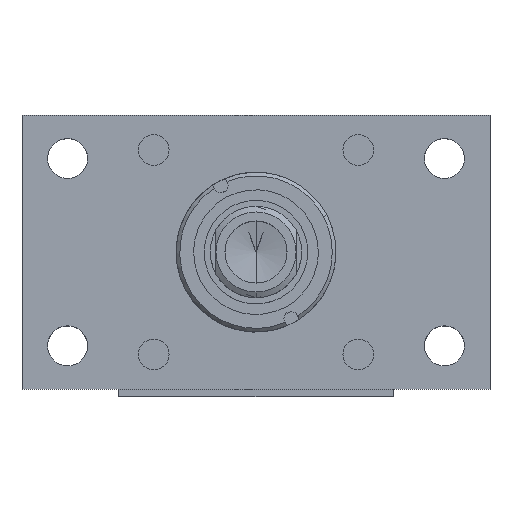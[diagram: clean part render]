
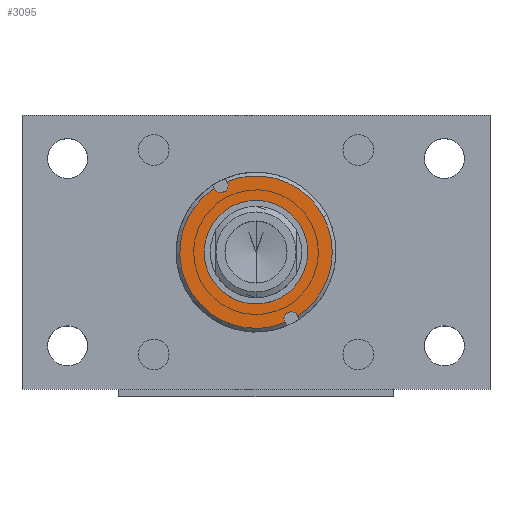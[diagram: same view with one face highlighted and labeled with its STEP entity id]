
A CAD part, top view. The second image highlights one B-rep face of the part: STEP entity #3095.
In plain terms, the highlighted planar face has unit normal (0, 0, 1).
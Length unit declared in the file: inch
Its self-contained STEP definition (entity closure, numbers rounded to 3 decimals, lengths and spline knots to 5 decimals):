
#9 = AXIS2_PLACEMENT_3D ( 'NONE', #1897, #8748, #3337 ) ;
#60 = CARTESIAN_POINT ( 'NONE',  ( 19.41758, 30.63592, -2.69734 ) ) ;
#62 = FACE_BOUND ( 'NONE', #8504, .T. ) ;
#281 = VECTOR ( 'NONE', #5798, 39.37008 ) ;
#312 = DIRECTION ( 'NONE',  ( -1., 0., 0. ) ) ;
#404 = LINE ( 'NONE', #3087, #1948 ) ;
#593 = CARTESIAN_POINT ( 'NONE',  ( 19.33958, 29.80457, -2.69734 ) ) ;
#651 = AXIS2_PLACEMENT_3D ( 'NONE', #7868, #905, #312 ) ;
#821 = CARTESIAN_POINT ( 'NONE',  ( 19.49558, 29.80457, -2.69734 ) ) ;
#869 = CARTESIAN_POINT ( 'NONE',  ( 19.41758, 30.63592, -2.69734 ) ) ;
#892 = DIRECTION ( 'NONE',  ( 0., -1., 0. ) ) ;
#905 = DIRECTION ( 'NONE',  ( 0., 0., -1. ) ) ;
#969 = DIRECTION ( 'NONE',  ( 1., 0., 0. ) ) ;
#1020 = VERTEX_POINT ( 'NONE', #1429 ) ;
#1303 = CIRCLE ( 'NONE', #2877, 0.5675 ) ;
#1386 = CARTESIAN_POINT ( 'NONE',  ( 19.49558, 31.46727, -2.69734 ) ) ;
#1429 = CARTESIAN_POINT ( 'NONE',  ( 18.58258, 30.63592, -2.69734 ) ) ;
#1434 = CARTESIAN_POINT ( 'NONE',  ( 19.41758, 30.63592, -2.69734 ) ) ;
#1436 = DIRECTION ( 'NONE',  ( 0., 0., 1. ) ) ;
#1498 = CIRCLE ( 'NONE', #7891, 0.835 ) ;
#1580 = VERTEX_POINT ( 'NONE', #2355 ) ;
#1585 = CARTESIAN_POINT ( 'NONE',  ( 19.41758, 31.20342, -2.69734 ) ) ;
#1707 = EDGE_CURVE ( 'NONE', #6503, #6385, #8318, .T. ) ;
#1738 = VERTEX_POINT ( 'NONE', #2954 ) ;
#1897 = CARTESIAN_POINT ( 'NONE',  ( 19.41758, 31.45966, -2.69734 ) ) ;
#1948 = VECTOR ( 'NONE', #2269, 39.37008 ) ;
#1984 = CARTESIAN_POINT ( 'NONE',  ( 19.98508, 30.63592, -2.69734 ) ) ;
#2042 = DIRECTION ( 'NONE',  ( 1., 0., 0. ) ) ;
#2061 = EDGE_CURVE ( 'NONE', #4681, #7503, #3476, .T. ) ;
#2269 = DIRECTION ( 'NONE',  ( 0., 1., 0. ) ) ;
#2355 = CARTESIAN_POINT ( 'NONE',  ( 18.85008, 30.63592, -2.69734 ) ) ;
#2380 = CARTESIAN_POINT ( 'NONE',  ( 19.49558, 31.45966, -2.69734 ) ) ;
#2623 = ORIENTED_EDGE ( 'NONE', *, *, #8442, .T. ) ;
#2813 = EDGE_CURVE ( 'NONE', #1738, #1020, #5274, .T. ) ;
#2877 = AXIS2_PLACEMENT_3D ( 'NONE', #60, #1436, #2042 ) ;
#2954 = CARTESIAN_POINT ( 'NONE',  ( 19.33958, 31.46727, -2.69734 ) ) ;
#3087 = CARTESIAN_POINT ( 'NONE',  ( 19.49558, 31.20342, -2.69734 ) ) ;
#3095 = ADVANCED_FACE ( 'NONE', ( #62, #7079 ), #4997, .F. ) ;
#3255 = CARTESIAN_POINT ( 'NONE',  ( 19.33958, 31.20342, -2.69734 ) ) ;
#3285 = VERTEX_POINT ( 'NONE', #2380 ) ;
#3298 = LINE ( 'NONE', #7033, #8684 ) ;
#3300 = AXIS2_PLACEMENT_3D ( 'NONE', #869, #5694, #969 ) ;
#3337 = DIRECTION ( 'NONE',  ( -1., 0., 0. ) ) ;
#3392 = ORIENTED_EDGE ( 'NONE', *, *, #8444, .T. ) ;
#3403 = ORIENTED_EDGE ( 'NONE', *, *, #1707, .T. ) ;
#3476 = LINE ( 'NONE', #3255, #4875 ) ;
#3584 = DIRECTION ( 'NONE',  ( 0., 0., -1. ) ) ;
#3586 = DIRECTION ( 'NONE',  ( 1., 0., 0. ) ) ;
#3858 = EDGE_CURVE ( 'NONE', #4033, #1580, #7758, .T. ) ;
#4022 = EDGE_CURVE ( 'NONE', #3285, #6377, #8503, .T. ) ;
#4033 = VERTEX_POINT ( 'NONE', #1984 ) ;
#4034 = CARTESIAN_POINT ( 'NONE',  ( 19.33958, 31.45966, -2.69734 ) ) ;
#4298 = AXIS2_PLACEMENT_3D ( 'NONE', #1585, #3584, #7768 ) ;
#4308 = EDGE_CURVE ( 'NONE', #6503, #8859, #404, .T. ) ;
#4405 = ORIENTED_EDGE ( 'NONE', *, *, #7229, .F. ) ;
#4410 = LINE ( 'NONE', #5755, #281 ) ;
#4681 = VERTEX_POINT ( 'NONE', #593 ) ;
#4712 = ORIENTED_EDGE ( 'NONE', *, *, #4727, .F. ) ;
#4727 = EDGE_CURVE ( 'NONE', #1580, #4033, #1303, .T. ) ;
#4845 = DIRECTION ( 'NONE',  ( 0., 0., 1. ) ) ;
#4875 = VECTOR ( 'NONE', #8085, 39.37008 ) ;
#4997 = PLANE ( 'NONE',  #4298 ) ;
#5206 = DIRECTION ( 'NONE',  ( 1., 0., 0. ) ) ;
#5274 = CIRCLE ( 'NONE', #6480, 0.835 ) ;
#5432 = ORIENTED_EDGE ( 'NONE', *, *, #3858, .F. ) ;
#5587 = DIRECTION ( 'NONE',  ( 1., 0., 0. ) ) ;
#5694 = DIRECTION ( 'NONE',  ( 0., 0., 1. ) ) ;
#5755 = CARTESIAN_POINT ( 'NONE',  ( 19.49558, 31.20342, -2.69734 ) ) ;
#5798 = DIRECTION ( 'NONE',  ( 0., -1., 0. ) ) ;
#6026 = CARTESIAN_POINT ( 'NONE',  ( 19.33958, 29.81218, -2.69734 ) ) ;
#6164 = DIRECTION ( 'NONE',  ( 0., 0., 1. ) ) ;
#6326 = EDGE_CURVE ( 'NONE', #1020, #4681, #1498, .T. ) ;
#6377 = VERTEX_POINT ( 'NONE', #4034 ) ;
#6385 = VERTEX_POINT ( 'NONE', #1386 ) ;
#6480 = AXIS2_PLACEMENT_3D ( 'NONE', #7068, #6164, #3586 ) ;
#6503 = VERTEX_POINT ( 'NONE', #821 ) ;
#6692 = CARTESIAN_POINT ( 'NONE',  ( 19.49558, 29.81218, -2.69734 ) ) ;
#6776 = CIRCLE ( 'NONE', #651, 0.078 ) ;
#7033 = CARTESIAN_POINT ( 'NONE',  ( 19.33958, 31.20342, -2.69734 ) ) ;
#7068 = CARTESIAN_POINT ( 'NONE',  ( 19.41758, 30.63592, -2.69734 ) ) ;
#7079 = FACE_OUTER_BOUND ( 'NONE', #8449, .T. ) ;
#7084 = ORIENTED_EDGE ( 'NONE', *, *, #6326, .T. ) ;
#7229 = EDGE_CURVE ( 'NONE', #1738, #6377, #3298, .T. ) ;
#7503 = VERTEX_POINT ( 'NONE', #6026 ) ;
#7758 = CIRCLE ( 'NONE', #7940, 0.5675 ) ;
#7768 = DIRECTION ( 'NONE',  ( -1., 0., 0. ) ) ;
#7829 = ORIENTED_EDGE ( 'NONE', *, *, #4308, .F. ) ;
#7868 = CARTESIAN_POINT ( 'NONE',  ( 19.41758, 29.81218, -2.69734 ) ) ;
#7891 = AXIS2_PLACEMENT_3D ( 'NONE', #1434, #4845, #5587 ) ;
#7907 = ORIENTED_EDGE ( 'NONE', *, *, #2061, .T. ) ;
#7940 = AXIS2_PLACEMENT_3D ( 'NONE', #8603, #8656, #5206 ) ;
#8085 = DIRECTION ( 'NONE',  ( 0., 1., 0. ) ) ;
#8270 = ORIENTED_EDGE ( 'NONE', *, *, #2813, .T. ) ;
#8318 = CIRCLE ( 'NONE', #3300, 0.835 ) ;
#8442 = EDGE_CURVE ( 'NONE', #7503, #8859, #6776, .T. ) ;
#8444 = EDGE_CURVE ( 'NONE', #6385, #3285, #4410, .T. ) ;
#8449 = EDGE_LOOP ( 'NONE', ( #7829, #3403, #3392, #8871, #4405, #8270, #7084, #7907, #2623 ) ) ;
#8503 = CIRCLE ( 'NONE', #9, 0.078 ) ;
#8504 = EDGE_LOOP ( 'NONE', ( #5432, #4712 ) ) ;
#8603 = CARTESIAN_POINT ( 'NONE',  ( 19.41758, 30.63592, -2.69734 ) ) ;
#8656 = DIRECTION ( 'NONE',  ( 0., 0., 1. ) ) ;
#8684 = VECTOR ( 'NONE', #892, 39.37008 ) ;
#8748 = DIRECTION ( 'NONE',  ( 0., 0., -1. ) ) ;
#8859 = VERTEX_POINT ( 'NONE', #6692 ) ;
#8871 = ORIENTED_EDGE ( 'NONE', *, *, #4022, .T. ) ;
